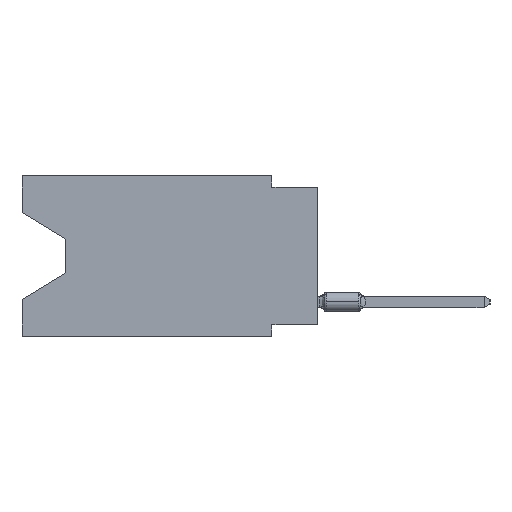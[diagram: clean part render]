
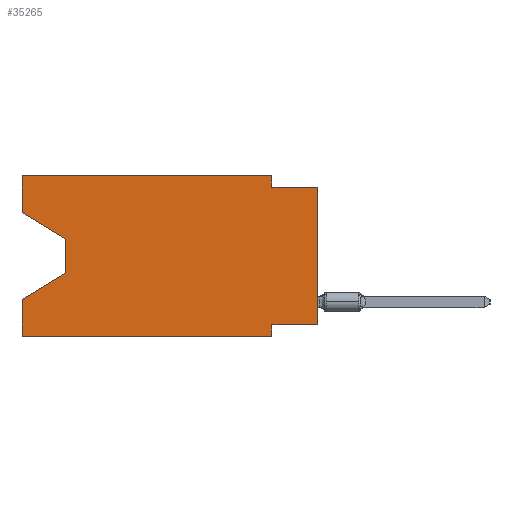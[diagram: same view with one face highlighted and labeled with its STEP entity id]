
A CAD part, left-side view. The second image highlights one B-rep face of the part: STEP entity #35265.
In plain terms, the highlighted planar face has unit normal (-1, 0, 0).
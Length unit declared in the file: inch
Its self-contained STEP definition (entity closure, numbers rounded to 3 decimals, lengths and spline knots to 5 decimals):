
#2254 = CARTESIAN_POINT ( 'NONE',  ( 0., 0.645, -0.35 ) ) ;
#2680 = CARTESIAN_POINT ( 'NONE',  ( 0., 0.645, 0. ) ) ;
#3715 = EDGE_CURVE ( 'NONE', #40510, #40207, #39068, .T. ) ;
#4854 = CARTESIAN_POINT ( 'NONE',  ( 0., 0., -0.325 ) ) ;
#5113 = DIRECTION ( 'NONE',  ( 0., 0., -1. ) ) ;
#5592 = DIRECTION ( 'NONE',  ( 0., 0., -1. ) ) ;
#6670 = DIRECTION ( 'NONE',  ( 0., -0.855, -0.519 ) ) ;
#7325 = CARTESIAN_POINT ( 'NONE',  ( 0., 0.55, -0.138 ) ) ;
#7351 = EDGE_CURVE ( 'NONE', #33702, #37423, #26752, .T. ) ;
#7520 = EDGE_CURVE ( 'NONE', #8487, #33702, #16998, .T. ) ;
#8448 = ORIENTED_EDGE ( 'NONE', *, *, #3715, .T. ) ;
#8451 = CARTESIAN_POINT ( 'NONE',  ( 0., 0., -0.325 ) ) ;
#8487 = VERTEX_POINT ( 'NONE', #7325 ) ;
#8853 = VERTEX_POINT ( 'NONE', #14675 ) ;
#9548 = CARTESIAN_POINT ( 'NONE',  ( 0., 0.645, 0. ) ) ;
#10517 = CARTESIAN_POINT ( 'NONE',  ( 0., 0.645, 0. ) ) ;
#12545 = VECTOR ( 'NONE', #31527, 39.37008 ) ;
#12632 = VECTOR ( 'NONE', #13599, 39.37008 ) ;
#13461 = CARTESIAN_POINT ( 'NONE',  ( 0., 0.645, -0.08025 ) ) ;
#13599 = DIRECTION ( 'NONE',  ( 0., -1., 0. ) ) ;
#13689 = EDGE_LOOP ( 'NONE', ( #33798, #25786, #34184, #16345, #33196, #35237, #28819, #8448, #51387, #21669, #14452, #40328 ) ) ;
#13772 = FACE_OUTER_BOUND ( 'NONE', #13689, .T. ) ;
#13876 = VECTOR ( 'NONE', #51185, 39.37008 ) ;
#14452 = ORIENTED_EDGE ( 'NONE', *, *, #40620, .F. ) ;
#14611 = CARTESIAN_POINT ( 'NONE',  ( 0., 0., -0.025 ) ) ;
#14675 = CARTESIAN_POINT ( 'NONE',  ( 0., 0.645, -0.35 ) ) ;
#14799 = CARTESIAN_POINT ( 'NONE',  ( 0., 0.1, -0.35 ) ) ;
#14866 = CARTESIAN_POINT ( 'NONE',  ( 0., 0.645, -0.08025 ) ) ;
#16345 = ORIENTED_EDGE ( 'NONE', *, *, #31704, .F. ) ;
#16915 = LINE ( 'NONE', #17957, #36103 ) ;
#16919 = CARTESIAN_POINT ( 'NONE',  ( 0., 0.1, 0. ) ) ;
#16998 = LINE ( 'NONE', #21476, #48686 ) ;
#17538 = CARTESIAN_POINT ( 'NONE',  ( 0., 0.55, -0.212 ) ) ;
#17957 = CARTESIAN_POINT ( 'NONE',  ( 0., 0.645, 0. ) ) ;
#18010 = CARTESIAN_POINT ( 'NONE',  ( 0., 0.645, 0. ) ) ;
#19582 = VERTEX_POINT ( 'NONE', #23185 ) ;
#21239 = VERTEX_POINT ( 'NONE', #2680 ) ;
#21476 = CARTESIAN_POINT ( 'NONE',  ( 0., 0.55, -0.138 ) ) ;
#21669 = ORIENTED_EDGE ( 'NONE', *, *, #52175, .F. ) ;
#21677 = VERTEX_POINT ( 'NONE', #16919 ) ;
#22132 = VECTOR ( 'NONE', #33081, 39.37008 ) ;
#22270 = VECTOR ( 'NONE', #50513, 39.37008 ) ;
#22332 = CARTESIAN_POINT ( 'NONE',  ( 0., 0.1, -0.325 ) ) ;
#23185 = CARTESIAN_POINT ( 'NONE',  ( 0., 0.1, -0.025 ) ) ;
#23400 = EDGE_CURVE ( 'NONE', #19582, #40207, #30685, .T. ) ;
#25121 = VECTOR ( 'NONE', #38861, 39.37008 ) ;
#25786 = ORIENTED_EDGE ( 'NONE', *, *, #7520, .T. ) ;
#26752 = LINE ( 'NONE', #42815, #25121 ) ;
#27577 = LINE ( 'NONE', #35483, #12545 ) ;
#27692 = EDGE_CURVE ( 'NONE', #40510, #51955, #40969, .T. ) ;
#28769 = DIRECTION ( 'NONE',  ( 0., -1., 0. ) ) ;
#28819 = ORIENTED_EDGE ( 'NONE', *, *, #27692, .F. ) ;
#29096 = CARTESIAN_POINT ( 'NONE',  ( 0., 0., -0.025 ) ) ;
#29137 = AXIS2_PLACEMENT_3D ( 'NONE', #9548, #50658, #5592 ) ;
#29695 = EDGE_CURVE ( 'NONE', #8853, #29956, #38375, .T. ) ;
#29956 = VERTEX_POINT ( 'NONE', #41516 ) ;
#30103 = LINE ( 'NONE', #14799, #49736 ) ;
#30296 = DIRECTION ( 'NONE',  ( 0., 0., 1. ) ) ;
#30685 = LINE ( 'NONE', #14611, #12632 ) ;
#31306 = EDGE_CURVE ( 'NONE', #45269, #8487, #46767, .T. ) ;
#31527 = DIRECTION ( 'NONE',  ( 0., 0., -1. ) ) ;
#31704 = EDGE_CURVE ( 'NONE', #8853, #37423, #50926, .T. ) ;
#32355 = VECTOR ( 'NONE', #6670, 39.37008 ) ;
#33081 = DIRECTION ( 'NONE',  ( 0., 1., 0. ) ) ;
#33196 = ORIENTED_EDGE ( 'NONE', *, *, #29695, .T. ) ;
#33702 = VERTEX_POINT ( 'NONE', #17538 ) ;
#33798 = ORIENTED_EDGE ( 'NONE', *, *, #31306, .T. ) ;
#34184 = ORIENTED_EDGE ( 'NONE', *, *, #7351, .T. ) ;
#34348 = VECTOR ( 'NONE', #30296, 39.37008 ) ;
#35237 = ORIENTED_EDGE ( 'NONE', *, *, #44907, .F. ) ;
#35265 = ADVANCED_FACE ( 'NONE', ( #13772 ), #38251, .F. ) ;
#35483 = CARTESIAN_POINT ( 'NONE',  ( 0., 0.1, 0. ) ) ;
#36103 = VECTOR ( 'NONE', #28769, 39.37008 ) ;
#37423 = VERTEX_POINT ( 'NONE', #47786 ) ;
#38251 = PLANE ( 'NONE',  #29137 ) ;
#38375 = LINE ( 'NONE', #2254, #22270 ) ;
#38765 = DIRECTION ( 'NONE',  ( 0., 0., -1. ) ) ;
#38861 = DIRECTION ( 'NONE',  ( 0., 0.855, -0.519 ) ) ;
#39068 = LINE ( 'NONE', #51748, #46407 ) ;
#39511 = EDGE_CURVE ( 'NONE', #45269, #21239, #50337, .T. ) ;
#40207 = VERTEX_POINT ( 'NONE', #29096 ) ;
#40328 = ORIENTED_EDGE ( 'NONE', *, *, #39511, .F. ) ;
#40510 = VERTEX_POINT ( 'NONE', #8451 ) ;
#40620 = EDGE_CURVE ( 'NONE', #21239, #21677, #16915, .T. ) ;
#40969 = LINE ( 'NONE', #4854, #22132 ) ;
#41516 = CARTESIAN_POINT ( 'NONE',  ( 0., 0.1, -0.35 ) ) ;
#42815 = CARTESIAN_POINT ( 'NONE',  ( 0., 0.55, -0.212 ) ) ;
#44907 = EDGE_CURVE ( 'NONE', #51955, #29956, #30103, .T. ) ;
#45269 = VERTEX_POINT ( 'NONE', #13461 ) ;
#46407 = VECTOR ( 'NONE', #47256, 39.37008 ) ;
#46767 = LINE ( 'NONE', #14866, #32355 ) ;
#47256 = DIRECTION ( 'NONE',  ( 0., 0., 1. ) ) ;
#47786 = CARTESIAN_POINT ( 'NONE',  ( 0., 0.645, -0.26975 ) ) ;
#48686 = VECTOR ( 'NONE', #5113, 39.37008 ) ;
#49736 = VECTOR ( 'NONE', #38765, 39.37008 ) ;
#50337 = LINE ( 'NONE', #10517, #34348 ) ;
#50513 = DIRECTION ( 'NONE',  ( 0., -1., 0. ) ) ;
#50658 = DIRECTION ( 'NONE',  ( 1., 0., 0. ) ) ;
#50926 = LINE ( 'NONE', #18010, #13876 ) ;
#51185 = DIRECTION ( 'NONE',  ( 0., 0., 1. ) ) ;
#51387 = ORIENTED_EDGE ( 'NONE', *, *, #23400, .F. ) ;
#51748 = CARTESIAN_POINT ( 'NONE',  ( 0., 0., 0. ) ) ;
#51955 = VERTEX_POINT ( 'NONE', #22332 ) ;
#52175 = EDGE_CURVE ( 'NONE', #21677, #19582, #27577, .T. ) ;
